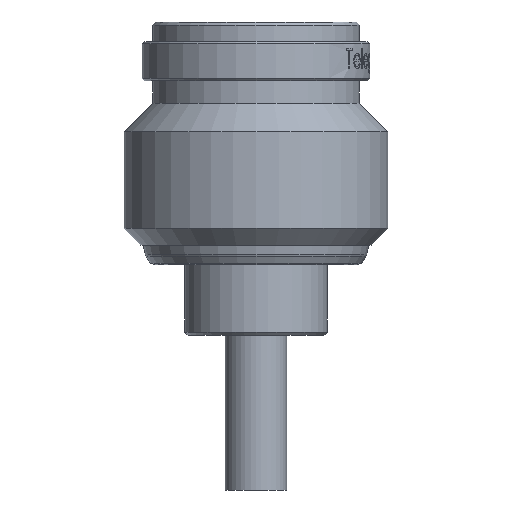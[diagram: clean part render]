
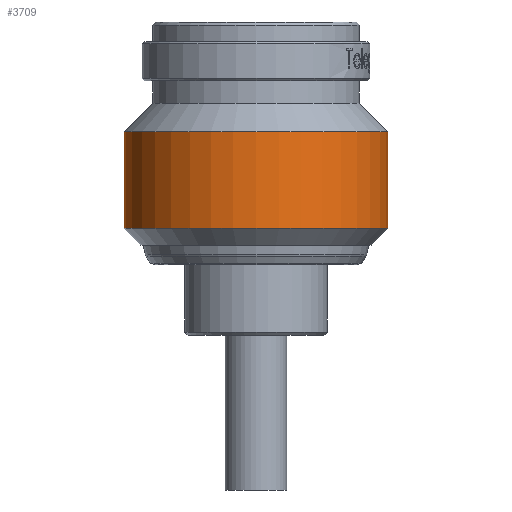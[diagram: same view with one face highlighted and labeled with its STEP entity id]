
A CAD part, front view. The second image highlights one B-rep face of the part: STEP entity #3709.
In plain terms, the highlighted cylindrical face has radius 8.1 mm (diameter 16.2 mm), a partial arc.
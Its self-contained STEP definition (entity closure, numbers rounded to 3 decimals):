
#167 = CARTESIAN_POINT ( 'NONE',  ( -8.1, 0., -11.825 ) ) ;
#774 = AXIS2_PLACEMENT_3D ( 'NONE', #8172, #17893, #9561 ) ;
#796 = CARTESIAN_POINT ( 'NONE',  ( -8.1, 0., -5.9 ) ) ;
#1263 = DIRECTION ( 'NONE',  ( 0., 0., 1. ) ) ;
#1326 = DIRECTION ( 'NONE',  ( 1., 0., 0. ) ) ;
#2568 = CIRCLE ( 'NONE', #3296, 8.1 ) ;
#2775 = CARTESIAN_POINT ( 'NONE',  ( 0., 0., -5.9 ) ) ;
#3122 = CARTESIAN_POINT ( 'NONE',  ( -8.1, 0., 0.85 ) ) ;
#3296 = AXIS2_PLACEMENT_3D ( 'NONE', #2775, #12493, #4175 ) ;
#3709 = ADVANCED_FACE ( 'NONE', ( #17623 ), #8949, .T. ) ;
#4175 = DIRECTION ( 'NONE',  ( 1., 0., 0. ) ) ;
#6538 = ORIENTED_EDGE ( 'NONE', *, *, #15864, .F. ) ;
#8048 = CARTESIAN_POINT ( 'NONE',  ( 0., 0., 0.85 ) ) ;
#8103 = ORIENTED_EDGE ( 'NONE', *, *, #11411, .T. ) ;
#8172 = CARTESIAN_POINT ( 'NONE',  ( 0., 0., -11.825 ) ) ;
#8827 = ORIENTED_EDGE ( 'NONE', *, *, #16804, .F. ) ;
#8949 = CYLINDRICAL_SURFACE ( 'NONE', #17758, 8.1 ) ;
#9082 = DIRECTION ( 'NONE',  ( 0., 0., 1. ) ) ;
#9491 = VERTEX_POINT ( 'NONE', #17545 ) ;
#9561 = DIRECTION ( 'NONE',  ( 1., 0., 0. ) ) ;
#10048 = DIRECTION ( 'NONE',  ( 0., 0., 1. ) ) ;
#10420 = VECTOR ( 'NONE', #10048, 1000. ) ;
#10977 = LINE ( 'NONE', #17401, #14257 ) ;
#11205 = ORIENTED_EDGE ( 'NONE', *, *, #11711, .T. ) ;
#11411 = EDGE_CURVE ( 'NONE', #16177, #11616, #14707, .T. ) ;
#11616 = VERTEX_POINT ( 'NONE', #14427 ) ;
#11711 = EDGE_CURVE ( 'NONE', #11616, #9491, #10977, .T. ) ;
#12468 = EDGE_LOOP ( 'NONE', ( #6538, #8103, #11205, #8827 ) ) ;
#12493 = DIRECTION ( 'NONE',  ( 0., 0., 1. ) ) ;
#14257 = VECTOR ( 'NONE', #9082, 1000. ) ;
#14427 = CARTESIAN_POINT ( 'NONE',  ( 8.1, 0., -11.825 ) ) ;
#14707 = CIRCLE ( 'NONE', #774, 8.1 ) ;
#15864 = EDGE_CURVE ( 'NONE', #16177, #16689, #17393, .T. ) ;
#16177 = VERTEX_POINT ( 'NONE', #167 ) ;
#16689 = VERTEX_POINT ( 'NONE', #796 ) ;
#16804 = EDGE_CURVE ( 'NONE', #16689, #9491, #2568, .T. ) ;
#17393 = LINE ( 'NONE', #3122, #10420 ) ;
#17401 = CARTESIAN_POINT ( 'NONE',  ( 8.1, 0., 0.85 ) ) ;
#17545 = CARTESIAN_POINT ( 'NONE',  ( 8.1, 0., -5.9 ) ) ;
#17623 = FACE_OUTER_BOUND ( 'NONE', #12468, .T. ) ;
#17758 = AXIS2_PLACEMENT_3D ( 'NONE', #8048, #1263, #1326 ) ;
#17893 = DIRECTION ( 'NONE',  ( 0., 0., 1. ) ) ;
